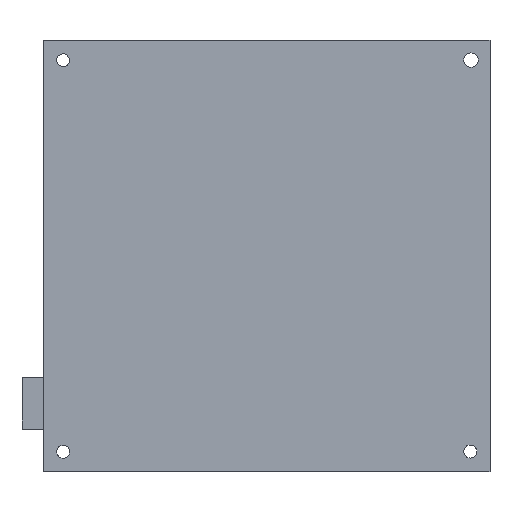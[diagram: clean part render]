
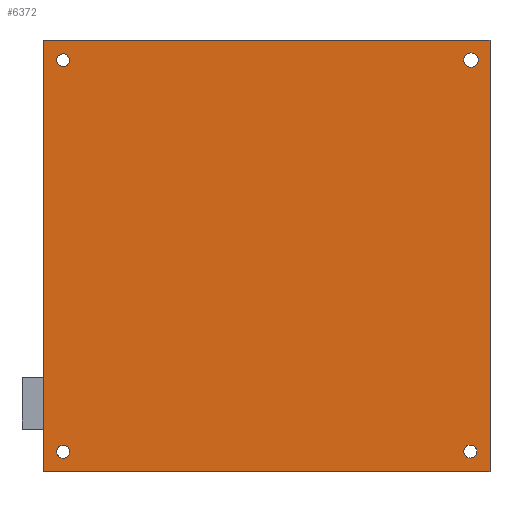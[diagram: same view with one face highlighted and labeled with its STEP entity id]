
A CAD part, front view. The second image highlights one B-rep face of the part: STEP entity #6372.
In plain terms, the highlighted planar face has unit normal (0, -1, 0).
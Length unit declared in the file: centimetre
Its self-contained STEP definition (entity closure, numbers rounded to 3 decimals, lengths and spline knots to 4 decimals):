
#48=LINE('',#8735,#765);
#737=LINE('',#10224,#1454);
#739=LINE('',#10228,#1456);
#741=LINE('',#10231,#1458);
#765=VECTOR('',#7140,10.3686);
#1454=VECTOR('',#8473,10.7327);
#1456=VECTOR('',#8477,10.7327);
#1458=VECTOR('',#8481,10.3686);
#1791=PLANE('',#6836);
#1928=FACE_BOUND('',#2820,.T.);
#1929=FACE_BOUND('',#2821,.T.);
#1930=FACE_BOUND('',#2822,.T.);
#1931=FACE_BOUND('',#2823,.T.);
#2307=FACE_OUTER_BOUND('',#2819,.T.);
#2819=EDGE_LOOP('',(#5870,#5871,#5872,#5873));
#2820=EDGE_LOOP('',(#5874,#5875));
#2821=EDGE_LOOP('',(#5876));
#2822=EDGE_LOOP('',(#5877,#5878));
#2823=EDGE_LOOP('',(#5879));
#2904=CIRCLE('',#6822,0.1724);
#2905=CIRCLE('',#6824,0.1519);
#2906=CIRCLE('',#6826,0.1519);
#2907=CIRCLE('',#6828,0.1546);
#2908=CIRCLE('',#6830,0.154);
#2909=CIRCLE('',#6832,0.1558);
#2990=VERTEX_POINT('',#8732);
#2991=VERTEX_POINT('',#8734);
#3463=VERTEX_POINT('',#10201);
#3464=VERTEX_POINT('',#10204);
#3465=VERTEX_POINT('',#10205);
#3466=VERTEX_POINT('',#10212);
#3467=VERTEX_POINT('',#10215);
#3468=VERTEX_POINT('',#10216);
#3469=VERTEX_POINT('',#10223);
#3470=VERTEX_POINT('',#10227);
#3558=EDGE_CURVE('',#2991,#2990,#48,.T.);
#4259=EDGE_CURVE('',#3463,#3463,#2904,.T.);
#4260=EDGE_CURVE('',#3464,#3465,#2905,.T.);
#4263=EDGE_CURVE('',#3465,#3464,#2906,.T.);
#4264=EDGE_CURVE('',#3466,#3466,#2907,.T.);
#4265=EDGE_CURVE('',#3467,#3468,#2908,.T.);
#4268=EDGE_CURVE('',#3468,#3467,#2909,.T.);
#4269=EDGE_CURVE('',#3469,#2991,#737,.T.);
#4271=EDGE_CURVE('',#2990,#3470,#739,.T.);
#4273=EDGE_CURVE('',#3470,#3469,#741,.T.);
#5870=ORIENTED_EDGE('',*,*,#4273,.T.);
#5871=ORIENTED_EDGE('',*,*,#4269,.T.);
#5872=ORIENTED_EDGE('',*,*,#3558,.T.);
#5873=ORIENTED_EDGE('',*,*,#4271,.T.);
#5874=ORIENTED_EDGE('',*,*,#4268,.F.);
#5875=ORIENTED_EDGE('',*,*,#4265,.F.);
#5876=ORIENTED_EDGE('',*,*,#4264,.F.);
#5877=ORIENTED_EDGE('',*,*,#4263,.F.);
#5878=ORIENTED_EDGE('',*,*,#4260,.F.);
#5879=ORIENTED_EDGE('',*,*,#4259,.F.);
#6372=ADVANCED_FACE('',(#2307,#1928,#1929,#1930,#1931),#1791,.F.);
#6822=AXIS2_PLACEMENT_3D('',#10202,#8445,#8446);
#6824=AXIS2_PLACEMENT_3D('',#10206,#8449,#8450);
#6826=AXIS2_PLACEMENT_3D('',#10210,#8455,#8456);
#6828=AXIS2_PLACEMENT_3D('',#10213,#8459,#8460);
#6830=AXIS2_PLACEMENT_3D('',#10217,#8463,#8464);
#6832=AXIS2_PLACEMENT_3D('',#10221,#8469,#8470);
#6836=AXIS2_PLACEMENT_3D('',#10232,#8482,#8483);
#7140=DIRECTION('',(0.,0.,-1.));
#8445=DIRECTION('center_axis',(0.,-1.,0.));
#8446=DIRECTION('ref_axis',(-1.,0.,0.));
#8449=DIRECTION('center_axis',(0.,-1.,0.));
#8450=DIRECTION('ref_axis',(-1.,0.,0.));
#8455=DIRECTION('center_axis',(0.,-1.,0.));
#8456=DIRECTION('ref_axis',(-1.,0.,0.));
#8459=DIRECTION('center_axis',(0.,-1.,0.));
#8460=DIRECTION('ref_axis',(-1.,0.,0.));
#8463=DIRECTION('center_axis',(0.,-1.,0.));
#8464=DIRECTION('ref_axis',(-1.,0.,0.));
#8469=DIRECTION('center_axis',(0.,-1.,0.));
#8470=DIRECTION('ref_axis',(-1.,0.,0.));
#8473=DIRECTION('',(-1.,0.,0.));
#8477=DIRECTION('',(1.,0.,0.));
#8481=DIRECTION('',(0.,0.,1.));
#8482=DIRECTION('center_axis',(0.,1.,0.));
#8483=DIRECTION('ref_axis',(-1.,0.,0.));
#8732=CARTESIAN_POINT('',(1.3701,0.6964,4.0171));
#8734=CARTESIAN_POINT('',(1.3701,0.6964,14.3857));
#8735=CARTESIAN_POINT('',(1.3701,0.6964,14.3857));
#10201=CARTESIAN_POINT('',(11.8178,0.6964,13.9049));
#10202=CARTESIAN_POINT('Origin',(11.6454,0.6964,13.9049));
#10204=CARTESIAN_POINT('',(1.8499,0.6964,13.753));
#10205=CARTESIAN_POINT('',(1.8499,0.6964,14.0569));
#10206=CARTESIAN_POINT('Origin',(1.8499,0.6964,13.9049));
#10210=CARTESIAN_POINT('Origin',(1.8491,0.6964,13.9049));
#10212=CARTESIAN_POINT('',(2.0045,0.6964,4.4985));
#10213=CARTESIAN_POINT('Origin',(1.8499,0.6964,4.4985));
#10215=CARTESIAN_POINT('',(11.7028,0.6964,4.3674));
#10216=CARTESIAN_POINT('',(11.7028,0.6964,4.6404));
#10217=CARTESIAN_POINT('Origin',(11.6314,0.6964,4.5039));
#10221=CARTESIAN_POINT('Origin',(11.6278,0.6964,4.5039));
#10223=CARTESIAN_POINT('',(12.1028,0.6964,14.3857));
#10224=CARTESIAN_POINT('',(12.1028,0.6964,14.3857));
#10227=CARTESIAN_POINT('',(12.1028,0.6964,4.0171));
#10228=CARTESIAN_POINT('',(1.3701,0.6964,4.0171));
#10231=CARTESIAN_POINT('',(12.1028,0.6964,4.0171));
#10232=CARTESIAN_POINT('Origin',(6.7364,0.6964,9.2014));
